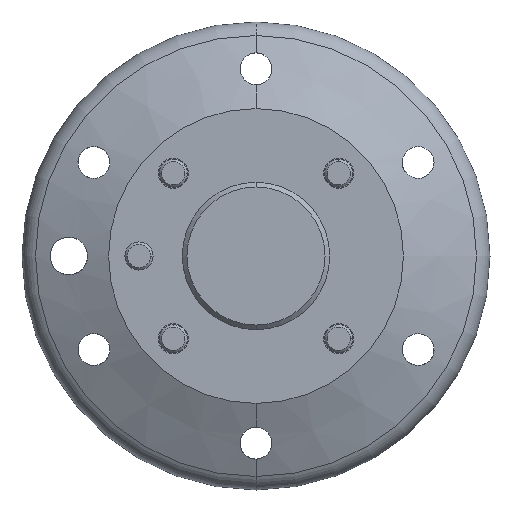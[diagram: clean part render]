
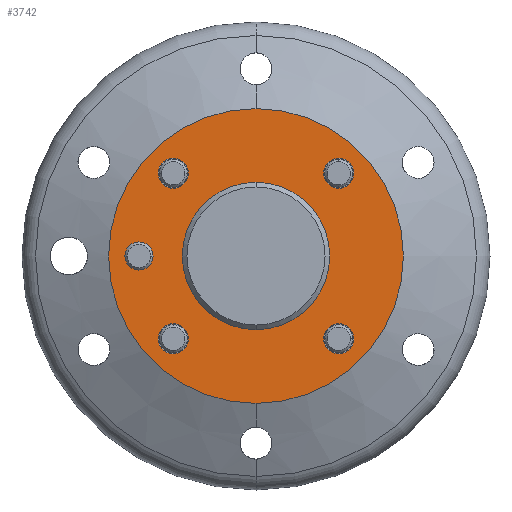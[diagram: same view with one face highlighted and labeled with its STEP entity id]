
A CAD part, front view. The second image highlights one B-rep face of the part: STEP entity #3742.
In plain terms, the highlighted planar face has unit normal (0, -1, 0).
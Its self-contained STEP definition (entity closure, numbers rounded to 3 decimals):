
#12 = VERTEX_POINT ( 'NONE', #2115 ) ;
#33 = CARTESIAN_POINT ( 'NONE',  ( 0., 6., 15.75 ) ) ;
#86 = VERTEX_POINT ( 'NONE', #2240 ) ;
#96 = CIRCLE ( 'NONE', #2779, 31.5 ) ;
#109 = DIRECTION ( 'NONE',  ( 0., -1., 0. ) ) ;
#151 = EDGE_CURVE ( 'NONE', #4640, #3994, #4259, .T. ) ;
#177 = CARTESIAN_POINT ( 'NONE',  ( -17.678, 6., 17.678 ) ) ;
#222 = ORIENTED_EDGE ( 'NONE', *, *, #3897, .F. ) ;
#254 = VERTEX_POINT ( 'NONE', #4747 ) ;
#258 = CIRCLE ( 'NONE', #3543, 3.2 ) ;
#320 = CARTESIAN_POINT ( 'NONE',  ( 17.678, 6., 20.878 ) ) ;
#332 = DIRECTION ( 'NONE',  ( 0., 0., -1. ) ) ;
#353 = FACE_BOUND ( 'NONE', #2559, .T. ) ;
#360 = EDGE_CURVE ( 'NONE', #949, #86, #2310, .T. ) ;
#377 = EDGE_LOOP ( 'NONE', ( #222, #2913 ) ) ;
#381 = CARTESIAN_POINT ( 'NONE',  ( -17.678, 6., 20.878 ) ) ;
#444 = CARTESIAN_POINT ( 'NONE',  ( 0., 6., 0. ) ) ;
#505 = EDGE_CURVE ( 'NONE', #1666, #2446, #4462, .T. ) ;
#514 = AXIS2_PLACEMENT_3D ( 'NONE', #1372, #959, #606 ) ;
#551 = AXIS2_PLACEMENT_3D ( 'NONE', #4263, #2847, #1793 ) ;
#606 = DIRECTION ( 'NONE',  ( 0., 0., -1. ) ) ;
#611 = EDGE_LOOP ( 'NONE', ( #845, #873 ) ) ;
#631 = CARTESIAN_POINT ( 'NONE',  ( 17.678, 6., 14.478 ) ) ;
#645 = DIRECTION ( 'NONE',  ( 0., 0., -1. ) ) ;
#667 = FACE_BOUND ( 'NONE', #1151, .T. ) ;
#690 = ORIENTED_EDGE ( 'NONE', *, *, #1000, .F. ) ;
#733 = CARTESIAN_POINT ( 'NONE',  ( -17.678, 6., -17.678 ) ) ;
#739 = DIRECTION ( 'NONE',  ( 0., -1., 0. ) ) ;
#805 = DIRECTION ( 'NONE',  ( 0., -1., 0. ) ) ;
#845 = ORIENTED_EDGE ( 'NONE', *, *, #4220, .T. ) ;
#861 = EDGE_CURVE ( 'NONE', #4592, #4233, #258, .T. ) ;
#873 = ORIENTED_EDGE ( 'NONE', *, *, #3298, .T. ) ;
#949 = VERTEX_POINT ( 'NONE', #4112 ) ;
#959 = DIRECTION ( 'NONE',  ( 0., -1., 0. ) ) ;
#1000 = EDGE_CURVE ( 'NONE', #86, #949, #1324, .T. ) ;
#1083 = DIRECTION ( 'NONE',  ( 0., 0., -1. ) ) ;
#1092 = CIRCLE ( 'NONE', #2322, 3.2 ) ;
#1104 = ORIENTED_EDGE ( 'NONE', *, *, #3592, .F. ) ;
#1120 = EDGE_CURVE ( 'NONE', #4233, #4592, #2476, .T. ) ;
#1136 = DIRECTION ( 'NONE',  ( 0., -1., 0. ) ) ;
#1137 = DIRECTION ( 'NONE',  ( 0., 0., -1. ) ) ;
#1151 = EDGE_LOOP ( 'NONE', ( #3847, #2494 ) ) ;
#1231 = CIRCLE ( 'NONE', #3914, 3.2 ) ;
#1324 = CIRCLE ( 'NONE', #4625, 3.2 ) ;
#1354 = CIRCLE ( 'NONE', #514, 15.75 ) ;
#1372 = CARTESIAN_POINT ( 'NONE',  ( 0., 6., 0. ) ) ;
#1383 = FACE_BOUND ( 'NONE', #2263, .T. ) ;
#1404 = VERTEX_POINT ( 'NONE', #3533 ) ;
#1435 = CARTESIAN_POINT ( 'NONE',  ( 0., 6., 0. ) ) ;
#1439 = CIRCLE ( 'NONE', #4046, 31.5 ) ;
#1539 = CARTESIAN_POINT ( 'NONE',  ( 17.678, 6., -20.878 ) ) ;
#1570 = CARTESIAN_POINT ( 'NONE',  ( -25., 6., 3. ) ) ;
#1574 = DIRECTION ( 'NONE',  ( 0., 0., -1. ) ) ;
#1602 = DIRECTION ( 'NONE',  ( 0., 0., -1. ) ) ;
#1666 = VERTEX_POINT ( 'NONE', #1570 ) ;
#1691 = DIRECTION ( 'NONE',  ( 0., -1., 0. ) ) ;
#1774 = CIRCLE ( 'NONE', #2005, 3.2 ) ;
#1787 = ORIENTED_EDGE ( 'NONE', *, *, #360, .F. ) ;
#1793 = DIRECTION ( 'NONE',  ( 0., 0., -1. ) ) ;
#1819 = PLANE ( 'NONE',  #551 ) ;
#1832 = EDGE_CURVE ( 'NONE', #4249, #254, #1354, .T. ) ;
#1839 = DIRECTION ( 'NONE',  ( 0., 0., -1. ) ) ;
#2005 = AXIS2_PLACEMENT_3D ( 'NONE', #177, #2676, #4591 ) ;
#2049 = CARTESIAN_POINT ( 'NONE',  ( -17.678, 6., 17.678 ) ) ;
#2070 = DIRECTION ( 'NONE',  ( 0., -1., 0. ) ) ;
#2115 = CARTESIAN_POINT ( 'NONE',  ( -17.678, 6., 14.478 ) ) ;
#2135 = DIRECTION ( 'NONE',  ( 0., -1., 0. ) ) ;
#2214 = ORIENTED_EDGE ( 'NONE', *, *, #1832, .F. ) ;
#2230 = CARTESIAN_POINT ( 'NONE',  ( -25., 6., 0. ) ) ;
#2240 = CARTESIAN_POINT ( 'NONE',  ( -17.678, 6., -14.478 ) ) ;
#2263 = EDGE_LOOP ( 'NONE', ( #3728, #2214 ) ) ;
#2269 = CARTESIAN_POINT ( 'NONE',  ( 17.678, 6., -14.478 ) ) ;
#2310 = CIRCLE ( 'NONE', #3692, 3.2 ) ;
#2322 = AXIS2_PLACEMENT_3D ( 'NONE', #4626, #4677, #645 ) ;
#2446 = VERTEX_POINT ( 'NONE', #2774 ) ;
#2469 = CIRCLE ( 'NONE', #3394, 3. ) ;
#2476 = CIRCLE ( 'NONE', #2861, 3.2 ) ;
#2489 = DIRECTION ( 'NONE',  ( 0., 0., -1. ) ) ;
#2494 = ORIENTED_EDGE ( 'NONE', *, *, #861, .F. ) ;
#2559 = EDGE_LOOP ( 'NONE', ( #4695, #1104 ) ) ;
#2606 = DIRECTION ( 'NONE',  ( 0., 0., -1. ) ) ;
#2607 = CARTESIAN_POINT ( 'NONE',  ( 0., 6., 0. ) ) ;
#2626 = DIRECTION ( 'NONE',  ( 0., -1., 0. ) ) ;
#2676 = DIRECTION ( 'NONE',  ( 0., -1., 0. ) ) ;
#2723 = ORIENTED_EDGE ( 'NONE', *, *, #151, .F. ) ;
#2774 = CARTESIAN_POINT ( 'NONE',  ( -25., 6., -3. ) ) ;
#2779 = AXIS2_PLACEMENT_3D ( 'NONE', #1435, #2135, #332 ) ;
#2847 = DIRECTION ( 'NONE',  ( 0., -1., 0. ) ) ;
#2861 = AXIS2_PLACEMENT_3D ( 'NONE', #4423, #1136, #2606 ) ;
#2890 = CARTESIAN_POINT ( 'NONE',  ( 17.678, 6., -17.678 ) ) ;
#2913 = ORIENTED_EDGE ( 'NONE', *, *, #3969, .F. ) ;
#2917 = EDGE_CURVE ( 'NONE', #3994, #4640, #1092, .T. ) ;
#2977 = AXIS2_PLACEMENT_3D ( 'NONE', #2607, #4113, #1839 ) ;
#3073 = EDGE_LOOP ( 'NONE', ( #690, #1787 ) ) ;
#3197 = CIRCLE ( 'NONE', #2977, 15.75 ) ;
#3228 = CARTESIAN_POINT ( 'NONE',  ( -25., 6., 0. ) ) ;
#3255 = FACE_BOUND ( 'NONE', #377, .T. ) ;
#3298 = EDGE_CURVE ( 'NONE', #1404, #4029, #96, .T. ) ;
#3340 = CARTESIAN_POINT ( 'NONE',  ( 17.678, 6., 17.678 ) ) ;
#3367 = EDGE_LOOP ( 'NONE', ( #4043, #2723 ) ) ;
#3394 = AXIS2_PLACEMENT_3D ( 'NONE', #2230, #3689, #4239 ) ;
#3528 = DIRECTION ( 'NONE',  ( 0., 0., -1. ) ) ;
#3533 = CARTESIAN_POINT ( 'NONE',  ( 0., 6., -31.5 ) ) ;
#3543 = AXIS2_PLACEMENT_3D ( 'NONE', #2890, #2070, #3528 ) ;
#3590 = FACE_BOUND ( 'NONE', #3073, .T. ) ;
#3592 = EDGE_CURVE ( 'NONE', #2446, #1666, #2469, .T. ) ;
#3634 = FACE_BOUND ( 'NONE', #3367, .T. ) ;
#3636 = DIRECTION ( 'NONE',  ( 0., -1., 0. ) ) ;
#3689 = DIRECTION ( 'NONE',  ( 0., -1., 0. ) ) ;
#3692 = AXIS2_PLACEMENT_3D ( 'NONE', #4164, #1691, #1602 ) ;
#3728 = ORIENTED_EDGE ( 'NONE', *, *, #4197, .F. ) ;
#3742 = ADVANCED_FACE ( 'NONE', ( #3255, #3634, #667, #353, #3590, #4675, #1383 ), #1819, .T. ) ;
#3839 = VERTEX_POINT ( 'NONE', #381 ) ;
#3847 = ORIENTED_EDGE ( 'NONE', *, *, #1120, .F. ) ;
#3869 = AXIS2_PLACEMENT_3D ( 'NONE', #3340, #3636, #4457 ) ;
#3897 = EDGE_CURVE ( 'NONE', #3839, #12, #1774, .T. ) ;
#3914 = AXIS2_PLACEMENT_3D ( 'NONE', #2049, #109, #1574 ) ;
#3969 = EDGE_CURVE ( 'NONE', #12, #3839, #1231, .T. ) ;
#3994 = VERTEX_POINT ( 'NONE', #320 ) ;
#3997 = AXIS2_PLACEMENT_3D ( 'NONE', #3228, #739, #2489 ) ;
#4029 = VERTEX_POINT ( 'NONE', #4305 ) ;
#4043 = ORIENTED_EDGE ( 'NONE', *, *, #2917, .F. ) ;
#4046 = AXIS2_PLACEMENT_3D ( 'NONE', #444, #2626, #1137 ) ;
#4112 = CARTESIAN_POINT ( 'NONE',  ( -17.678, 6., -20.878 ) ) ;
#4113 = DIRECTION ( 'NONE',  ( 0., -1., 0. ) ) ;
#4164 = CARTESIAN_POINT ( 'NONE',  ( -17.678, 6., -17.678 ) ) ;
#4197 = EDGE_CURVE ( 'NONE', #254, #4249, #3197, .T. ) ;
#4220 = EDGE_CURVE ( 'NONE', #4029, #1404, #1439, .T. ) ;
#4233 = VERTEX_POINT ( 'NONE', #2269 ) ;
#4239 = DIRECTION ( 'NONE',  ( 0., 0., -1. ) ) ;
#4249 = VERTEX_POINT ( 'NONE', #33 ) ;
#4259 = CIRCLE ( 'NONE', #3869, 3.2 ) ;
#4263 = CARTESIAN_POINT ( 'NONE',  ( 15.75, 6., 0. ) ) ;
#4305 = CARTESIAN_POINT ( 'NONE',  ( 0., 6., 31.5 ) ) ;
#4423 = CARTESIAN_POINT ( 'NONE',  ( 17.678, 6., -17.678 ) ) ;
#4457 = DIRECTION ( 'NONE',  ( 0., 0., -1. ) ) ;
#4462 = CIRCLE ( 'NONE', #3997, 3. ) ;
#4591 = DIRECTION ( 'NONE',  ( 0., 0., -1. ) ) ;
#4592 = VERTEX_POINT ( 'NONE', #1539 ) ;
#4625 = AXIS2_PLACEMENT_3D ( 'NONE', #733, #805, #1083 ) ;
#4626 = CARTESIAN_POINT ( 'NONE',  ( 17.678, 6., 17.678 ) ) ;
#4640 = VERTEX_POINT ( 'NONE', #631 ) ;
#4675 = FACE_OUTER_BOUND ( 'NONE', #611, .T. ) ;
#4677 = DIRECTION ( 'NONE',  ( 0., -1., 0. ) ) ;
#4695 = ORIENTED_EDGE ( 'NONE', *, *, #505, .F. ) ;
#4747 = CARTESIAN_POINT ( 'NONE',  ( 0., 6., -15.75 ) ) ;
